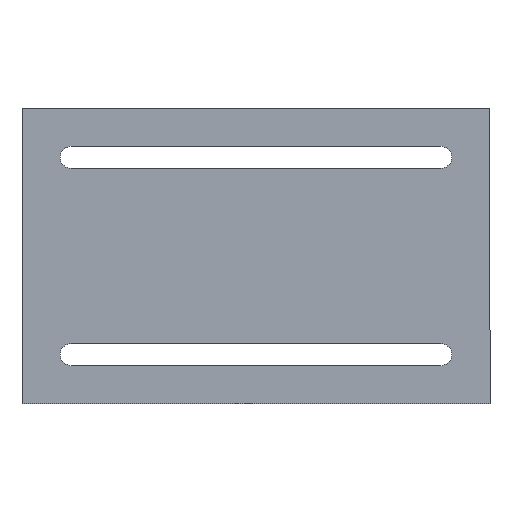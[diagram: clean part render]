
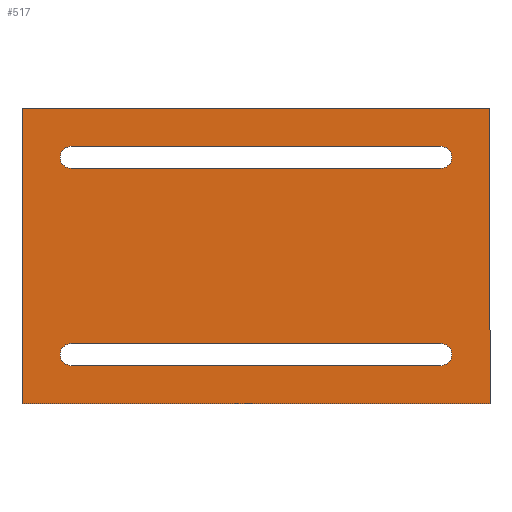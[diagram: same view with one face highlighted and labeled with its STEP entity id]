
A CAD part, top view. The second image highlights one B-rep face of the part: STEP entity #517.
In plain terms, the highlighted planar face has unit normal (0, 0, 1).
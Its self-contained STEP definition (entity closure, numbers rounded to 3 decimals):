
#1 = CARTESIAN_POINT ( 'NONE',  ( -150., 71., 12. ) ) ;
#6 = DIRECTION ( 'NONE',  ( -1., 0., 0. ) ) ;
#21 = CARTESIAN_POINT ( 'NONE',  ( -150., 89., 12. ) ) ;
#22 = EDGE_CURVE ( 'NONE', #269, #51, #396, .T. ) ;
#25 = LINE ( 'NONE', #359, #420 ) ;
#28 = ORIENTED_EDGE ( 'NONE', *, *, #321, .F. ) ;
#29 = AXIS2_PLACEMENT_3D ( 'NONE', #572, #481, #297 ) ;
#30 = CIRCLE ( 'NONE', #272, 9. ) ;
#35 = VECTOR ( 'NONE', #163, 1000. ) ;
#36 = CARTESIAN_POINT ( 'NONE',  ( 150., 80., 12. ) ) ;
#41 = DIRECTION ( 'NONE',  ( -1., 0., 0. ) ) ;
#42 = FACE_BOUND ( 'NONE', #146, .T. ) ;
#51 = VERTEX_POINT ( 'NONE', #279 ) ;
#55 = CARTESIAN_POINT ( 'NONE',  ( 150., 71., 12. ) ) ;
#62 = LINE ( 'NONE', #266, #291 ) ;
#63 = LINE ( 'NONE', #561, #535 ) ;
#65 = VERTEX_POINT ( 'NONE', #180 ) ;
#66 = DIRECTION ( 'NONE',  ( 0., 0., 1. ) ) ;
#73 = AXIS2_PLACEMENT_3D ( 'NONE', #171, #491, #264 ) ;
#74 = DIRECTION ( 'NONE',  ( 0., 1., 0. ) ) ;
#82 = ORIENTED_EDGE ( 'NONE', *, *, #309, .F. ) ;
#85 = ORIENTED_EDGE ( 'NONE', *, *, #401, .T. ) ;
#86 = DIRECTION ( 'NONE',  ( 0., 0., -1. ) ) ;
#89 = CARTESIAN_POINT ( 'NONE',  ( -150., -80., 12. ) ) ;
#90 = VERTEX_POINT ( 'NONE', #195 ) ;
#92 = ORIENTED_EDGE ( 'NONE', *, *, #250, .F. ) ;
#99 = CARTESIAN_POINT ( 'NONE',  ( -190., -120., 12. ) ) ;
#100 = ORIENTED_EDGE ( 'NONE', *, *, #582, .T. ) ;
#102 = VECTOR ( 'NONE', #548, 1000. ) ;
#105 = CARTESIAN_POINT ( 'NONE',  ( -150., -89., 12. ) ) ;
#113 = CARTESIAN_POINT ( 'NONE',  ( -150., -71., 12. ) ) ;
#118 = CIRCLE ( 'NONE', #260, 9. ) ;
#144 = CIRCLE ( 'NONE', #29, 9. ) ;
#146 = EDGE_LOOP ( 'NONE', ( #454, #199, #92, #167, #262 ) ) ;
#148 = VERTEX_POINT ( 'NONE', #516 ) ;
#157 = VERTEX_POINT ( 'NONE', #204 ) ;
#162 = AXIS2_PLACEMENT_3D ( 'NONE', #504, #86, #6 ) ;
#163 = DIRECTION ( 'NONE',  ( -1., 0., 0. ) ) ;
#167 = ORIENTED_EDGE ( 'NONE', *, *, #339, .F. ) ;
#170 = FACE_OUTER_BOUND ( 'NONE', #362, .T. ) ;
#171 = CARTESIAN_POINT ( 'NONE',  ( -150., -80., 12. ) ) ;
#175 = CARTESIAN_POINT ( 'NONE',  ( 150., -71., 12. ) ) ;
#180 = CARTESIAN_POINT ( 'NONE',  ( 190., 120., 12. ) ) ;
#182 = EDGE_CURVE ( 'NONE', #397, #269, #63, .T. ) ;
#195 = CARTESIAN_POINT ( 'NONE',  ( 150., -89., 12. ) ) ;
#197 = VERTEX_POINT ( 'NONE', #55 ) ;
#199 = ORIENTED_EDGE ( 'NONE', *, *, #182, .F. ) ;
#204 = CARTESIAN_POINT ( 'NONE',  ( -190., 120., 12. ) ) ;
#206 = CARTESIAN_POINT ( 'NONE',  ( -150., -89., 12. ) ) ;
#220 = CARTESIAN_POINT ( 'NONE',  ( -159., 80., 12. ) ) ;
#228 = VERTEX_POINT ( 'NONE', #99 ) ;
#249 = LINE ( 'NONE', #1, #580 ) ;
#250 = EDGE_CURVE ( 'NONE', #90, #397, #118, .T. ) ;
#254 = DIRECTION ( 'NONE',  ( -1., 0., 0. ) ) ;
#256 = VERTEX_POINT ( 'NONE', #305 ) ;
#257 = DIRECTION ( 'NONE',  ( 1., 0., 0. ) ) ;
#260 = AXIS2_PLACEMENT_3D ( 'NONE', #345, #66, #254 ) ;
#262 = ORIENTED_EDGE ( 'NONE', *, *, #356, .F. ) ;
#264 = DIRECTION ( 'NONE',  ( -1., 0., 0. ) ) ;
#266 = CARTESIAN_POINT ( 'NONE',  ( 190., -120., 12. ) ) ;
#269 = VERTEX_POINT ( 'NONE', #113 ) ;
#272 = AXIS2_PLACEMENT_3D ( 'NONE', #393, #528, #257 ) ;
#275 = VERTEX_POINT ( 'NONE', #105 ) ;
#277 = PLANE ( 'NONE',  #162 ) ;
#279 = CARTESIAN_POINT ( 'NONE',  ( -159., -80., 12. ) ) ;
#281 = DIRECTION ( 'NONE',  ( 1., 0., 0. ) ) ;
#283 = LINE ( 'NONE', #541, #326 ) ;
#291 = VECTOR ( 'NONE', #74, 1000. ) ;
#292 = EDGE_LOOP ( 'NONE', ( #28, #577, #389, #556, #82 ) ) ;
#297 = DIRECTION ( 'NONE',  ( 1., 0., 0. ) ) ;
#299 = FACE_BOUND ( 'NONE', #292, .T. ) ;
#305 = CARTESIAN_POINT ( 'NONE',  ( -150., 89., 12. ) ) ;
#309 = EDGE_CURVE ( 'NONE', #448, #148, #144, .T. ) ;
#321 = EDGE_CURVE ( 'NONE', #256, #448, #30, .T. ) ;
#326 = VECTOR ( 'NONE', #538, 1000. ) ;
#329 = DIRECTION ( 'NONE',  ( 0., 0., 1. ) ) ;
#330 = EDGE_CURVE ( 'NONE', #543, #256, #519, .T. ) ;
#339 = EDGE_CURVE ( 'NONE', #275, #90, #525, .T. ) ;
#341 = DIRECTION ( 'NONE',  ( 1., 0., 0. ) ) ;
#345 = CARTESIAN_POINT ( 'NONE',  ( 150., -80., 12. ) ) ;
#350 = LINE ( 'NONE', #413, #102 ) ;
#356 = EDGE_CURVE ( 'NONE', #51, #275, #414, .T. ) ;
#357 = DIRECTION ( 'NONE',  ( 0., 0., 1. ) ) ;
#359 = CARTESIAN_POINT ( 'NONE',  ( -190., 120., 12. ) ) ;
#362 = EDGE_LOOP ( 'NONE', ( #100, #85, #421, #441 ) ) ;
#389 = ORIENTED_EDGE ( 'NONE', *, *, #423, .F. ) ;
#393 = CARTESIAN_POINT ( 'NONE',  ( -150., 80., 12. ) ) ;
#396 = CIRCLE ( 'NONE', #573, 9. ) ;
#397 = VERTEX_POINT ( 'NONE', #175 ) ;
#399 = CIRCLE ( 'NONE', #471, 9. ) ;
#401 = EDGE_CURVE ( 'NONE', #228, #480, #283, .T. ) ;
#408 = DIRECTION ( 'NONE',  ( 1., 0., 0. ) ) ;
#413 = CARTESIAN_POINT ( 'NONE',  ( -190., -120., 12. ) ) ;
#414 = CIRCLE ( 'NONE', #73, 9. ) ;
#420 = VECTOR ( 'NONE', #41, 1000. ) ;
#421 = ORIENTED_EDGE ( 'NONE', *, *, #432, .T. ) ;
#423 = EDGE_CURVE ( 'NONE', #197, #543, #399, .T. ) ;
#426 = DIRECTION ( 'NONE',  ( -1., 0., 0. ) ) ;
#432 = EDGE_CURVE ( 'NONE', #480, #65, #62, .T. ) ;
#441 = ORIENTED_EDGE ( 'NONE', *, *, #515, .T. ) ;
#448 = VERTEX_POINT ( 'NONE', #220 ) ;
#454 = ORIENTED_EDGE ( 'NONE', *, *, #22, .F. ) ;
#460 = CARTESIAN_POINT ( 'NONE',  ( 150., 89., 12. ) ) ;
#471 = AXIS2_PLACEMENT_3D ( 'NONE', #36, #357, #408 ) ;
#480 = VERTEX_POINT ( 'NONE', #583 ) ;
#481 = DIRECTION ( 'NONE',  ( 0., 0., 1. ) ) ;
#491 = DIRECTION ( 'NONE',  ( 0., 0., 1. ) ) ;
#504 = CARTESIAN_POINT ( 'NONE',  ( 0., 0., 12. ) ) ;
#506 = DIRECTION ( 'NONE',  ( -1., 0., 0. ) ) ;
#510 = VECTOR ( 'NONE', #341, 1000. ) ;
#515 = EDGE_CURVE ( 'NONE', #65, #157, #25, .T. ) ;
#516 = CARTESIAN_POINT ( 'NONE',  ( -150., 71., 12. ) ) ;
#517 = ADVANCED_FACE ( 'NONE', ( #299, #170, #42 ), #277, .F. ) ;
#519 = LINE ( 'NONE', #21, #35 ) ;
#525 = LINE ( 'NONE', #206, #510 ) ;
#528 = DIRECTION ( 'NONE',  ( 0., 0., 1. ) ) ;
#535 = VECTOR ( 'NONE', #426, 1000. ) ;
#538 = DIRECTION ( 'NONE',  ( 1., 0., 0. ) ) ;
#540 = EDGE_CURVE ( 'NONE', #148, #197, #249, .T. ) ;
#541 = CARTESIAN_POINT ( 'NONE',  ( -190., -120., 12. ) ) ;
#543 = VERTEX_POINT ( 'NONE', #460 ) ;
#548 = DIRECTION ( 'NONE',  ( 0., -1., 0. ) ) ;
#556 = ORIENTED_EDGE ( 'NONE', *, *, #540, .F. ) ;
#561 = CARTESIAN_POINT ( 'NONE',  ( -150., -71., 12. ) ) ;
#572 = CARTESIAN_POINT ( 'NONE',  ( -150., 80., 12. ) ) ;
#573 = AXIS2_PLACEMENT_3D ( 'NONE', #89, #329, #506 ) ;
#577 = ORIENTED_EDGE ( 'NONE', *, *, #330, .F. ) ;
#580 = VECTOR ( 'NONE', #281, 1000. ) ;
#582 = EDGE_CURVE ( 'NONE', #157, #228, #350, .T. ) ;
#583 = CARTESIAN_POINT ( 'NONE',  ( 190., -120., 12. ) ) ;
